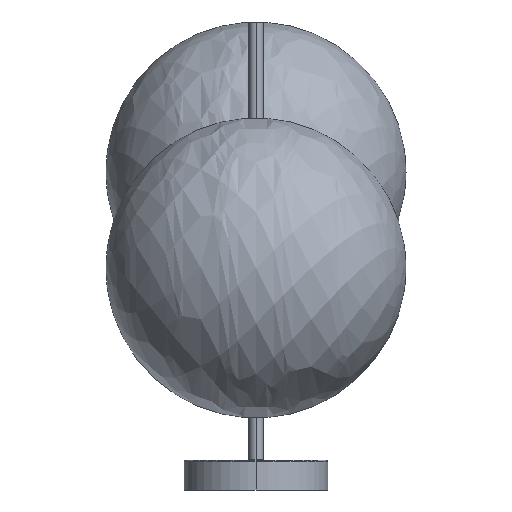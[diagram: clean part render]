
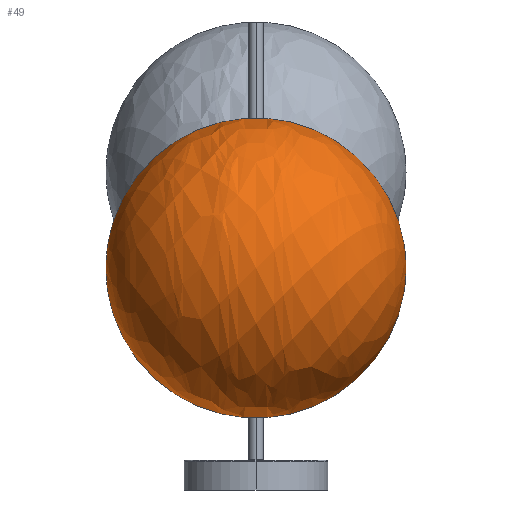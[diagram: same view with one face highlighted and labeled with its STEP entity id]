
A CAD part, left-side view. The second image highlights one B-rep face of the part: STEP entity #49.
In plain terms, the highlighted free-form (B-spline) face has degree [2, 2] with [5, 5] control points.
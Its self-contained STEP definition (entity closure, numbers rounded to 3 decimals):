
#49=ADVANCED_FACE('',(#64),#195,.T.);
#64=FACE_OUTER_BOUND('',#81,.T.);
#81=EDGE_LOOP('',(#122,#123));
#122=ORIENTED_EDGE('',*,*,#145,.T.);
#123=ORIENTED_EDGE('',*,*,#147,.F.);
#145=EDGE_CURVE('',#185,#186,#169,.T.);
#147=EDGE_CURVE('',#185,#186,#170,.T.);
#169=(
BOUNDED_CURVE()
B_SPLINE_CURVE(2,(#685,#686,#687,#688,#689),.UNSPECIFIED.,.F.,.F.)
B_SPLINE_CURVE_WITH_KNOTS((3,2,3),(-196.35,0.,196.35),
 .UNSPECIFIED.)
CURVE()
GEOMETRIC_REPRESENTATION_ITEM()
RATIONAL_B_SPLINE_CURVE((1.,0.707,1.,0.707,1.))
REPRESENTATION_ITEM('')
);
#170=(
BOUNDED_CURVE()
B_SPLINE_CURVE(2,(#727,#728,#729,#730,#731),.UNSPECIFIED.,.F.,.F.)
B_SPLINE_CURVE_WITH_KNOTS((3,2,3),(-196.35,0.,196.35),
 .UNSPECIFIED.)
CURVE()
GEOMETRIC_REPRESENTATION_ITEM()
RATIONAL_B_SPLINE_CURVE((1.,0.707,1.,0.707,1.))
REPRESENTATION_ITEM('')
);
#185=VERTEX_POINT('',#682);
#186=VERTEX_POINT('',#683);
#195=(
BOUNDED_SURFACE()
B_SPLINE_SURFACE(2,2,((#657,#658,#659,#660,#661),(#662,#663,#664,#665,#666),
(#667,#668,#669,#670,#671),(#672,#673,#674,#675,#676),(#677,#678,#679,#680,
#681)),.UNSPECIFIED.,.F.,.F.,.F.)
B_SPLINE_SURFACE_WITH_KNOTS((3,2,3),(3,2,3),(392.699,589.049,
785.398),(-196.35,0.,196.35),.UNSPECIFIED.)
GEOMETRIC_REPRESENTATION_ITEM()
RATIONAL_B_SPLINE_SURFACE(((1.,0.707,1.,0.707,1.),
(0.707,0.5,0.707,0.5,0.707),(1.,0.707,
1.,0.707,1.),(0.707,0.5,0.707,0.5,0.707),
(1.,0.707,1.,0.707,1.)))
REPRESENTATION_ITEM('')
SURFACE()
);
#657=CARTESIAN_POINT('',(-131.,125.,185.));
#658=CARTESIAN_POINT('',(-131.,125.,310.));
#659=CARTESIAN_POINT('',(-131.,0.,310.));
#660=CARTESIAN_POINT('',(-131.,-125.,310.));
#661=CARTESIAN_POINT('',(-131.,-125.,185.));
#662=CARTESIAN_POINT('',(-131.,125.,185.));
#663=CARTESIAN_POINT('',(-256.,125.,310.));
#664=CARTESIAN_POINT('',(-256.,0.,310.));
#665=CARTESIAN_POINT('',(-256.,-125.,310.));
#666=CARTESIAN_POINT('',(-131.,-125.,185.));
#667=CARTESIAN_POINT('',(-131.,125.,185.));
#668=CARTESIAN_POINT('',(-256.,125.,185.));
#669=CARTESIAN_POINT('',(-256.,0.,185.));
#670=CARTESIAN_POINT('',(-256.,-125.,185.));
#671=CARTESIAN_POINT('',(-131.,-125.,185.));
#672=CARTESIAN_POINT('',(-131.,125.,185.));
#673=CARTESIAN_POINT('',(-256.,125.,60.));
#674=CARTESIAN_POINT('',(-256.,0.,60.));
#675=CARTESIAN_POINT('',(-256.,-125.,60.));
#676=CARTESIAN_POINT('',(-131.,-125.,185.));
#677=CARTESIAN_POINT('',(-131.,125.,185.));
#678=CARTESIAN_POINT('',(-131.,125.,60.));
#679=CARTESIAN_POINT('',(-131.,0.,60.));
#680=CARTESIAN_POINT('',(-131.,-125.,60.));
#681=CARTESIAN_POINT('',(-131.,-125.,185.));
#682=CARTESIAN_POINT('',(-131.,125.,185.));
#683=CARTESIAN_POINT('',(-131.,-125.,185.));
#685=CARTESIAN_POINT('',(-131.,125.,185.));
#686=CARTESIAN_POINT('',(-131.,125.,60.));
#687=CARTESIAN_POINT('',(-131.,0.,60.));
#688=CARTESIAN_POINT('',(-131.,-125.,60.));
#689=CARTESIAN_POINT('',(-131.,-125.,185.));
#727=CARTESIAN_POINT('',(-131.,125.,185.));
#728=CARTESIAN_POINT('',(-131.,125.,310.));
#729=CARTESIAN_POINT('',(-131.,0.,310.));
#730=CARTESIAN_POINT('',(-131.,-125.,310.));
#731=CARTESIAN_POINT('',(-131.,-125.,185.));
